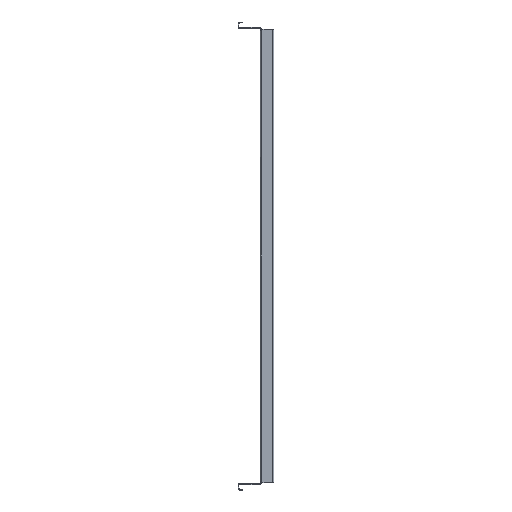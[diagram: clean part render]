
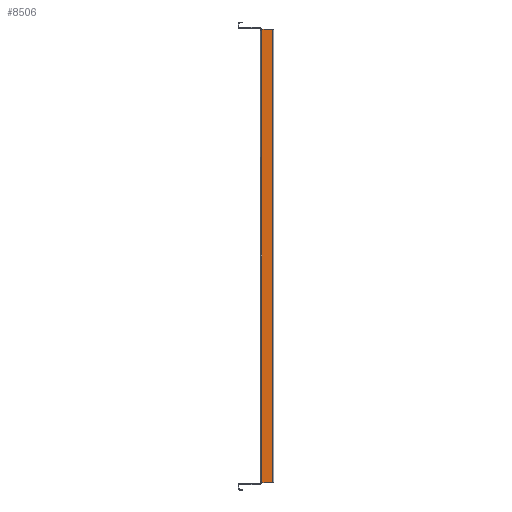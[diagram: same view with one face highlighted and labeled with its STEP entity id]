
A CAD part, left-side view. The second image highlights one B-rep face of the part: STEP entity #8506.
In plain terms, the highlighted planar face has unit normal (-1, 0, 0).
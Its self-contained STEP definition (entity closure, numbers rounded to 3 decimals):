
#460 = DIRECTION ( 'NONE',  ( -1., 0., 0. ) ) ;
#646 = AXIS2_PLACEMENT_3D ( 'NONE', #8861, #17320, #748 ) ;
#748 = DIRECTION ( 'NONE',  ( 0., 0., 1. ) ) ;
#759 = EDGE_LOOP ( 'NONE', ( #11063, #9911, #6084, #8864, #18062, #16056 ) ) ;
#1645 = VERTEX_POINT ( 'NONE', #16130 ) ;
#2024 = CARTESIAN_POINT ( 'NONE',  ( -182., -1.2, 543. ) ) ;
#2564 = CARTESIAN_POINT ( 'NONE',  ( -182., -4., 541.924 ) ) ;
#2833 = VERTEX_POINT ( 'NONE', #14187 ) ;
#3413 = LINE ( 'NONE', #7719, #10030 ) ;
#3653 = EDGE_CURVE ( 'NONE', #1645, #7715, #3413, .T. ) ;
#4202 = DIRECTION ( 'NONE',  ( 0., 0., -1. ) ) ;
#4410 = CARTESIAN_POINT ( 'NONE',  ( -182., 178.8, 0. ) ) ;
#4691 = DIRECTION ( 'NONE',  ( 0., 0., -1. ) ) ;
#4762 = EDGE_CURVE ( 'NONE', #7715, #16584, #8587, .T. ) ;
#4765 = CARTESIAN_POINT ( 'NONE',  ( -182., -29., 543. ) ) ;
#5193 = VERTEX_POINT ( 'NONE', #4765 ) ;
#5703 = PLANE ( 'NONE',  #15478 ) ;
#6084 = ORIENTED_EDGE ( 'NONE', *, *, #4762, .F. ) ;
#6974 = DIRECTION ( 'NONE',  ( 0., -1., 0. ) ) ;
#7076 = DIRECTION ( 'NONE',  ( 0., 0., 1. ) ) ;
#7468 = EDGE_CURVE ( 'NONE', #2833, #5193, #12412, .T. ) ;
#7537 = CIRCLE ( 'NONE', #16934, 3. ) ;
#7675 = EDGE_CURVE ( 'NONE', #7855, #16584, #13492, .T. ) ;
#7715 = VERTEX_POINT ( 'NONE', #13403 ) ;
#7719 = CARTESIAN_POINT ( 'NONE',  ( -182., -56.601, -543. ) ) ;
#7771 = VECTOR ( 'NONE', #11944, 1000. ) ;
#7855 = VERTEX_POINT ( 'NONE', #2564 ) ;
#7978 = CARTESIAN_POINT ( 'NONE',  ( -182., -4., 0. ) ) ;
#8340 = VECTOR ( 'NONE', #6974, 1000. ) ;
#8506 = ADVANCED_FACE ( 'NONE', ( #13885 ), #5703, .T. ) ;
#8587 = CIRCLE ( 'NONE', #646, 3. ) ;
#8727 = EDGE_CURVE ( 'NONE', #5193, #1645, #13857, .T. ) ;
#8861 = CARTESIAN_POINT ( 'NONE',  ( -182., -1.2, -543. ) ) ;
#8864 = ORIENTED_EDGE ( 'NONE', *, *, #3653, .F. ) ;
#9911 = ORIENTED_EDGE ( 'NONE', *, *, #7675, .T. ) ;
#10030 = VECTOR ( 'NONE', #14425, 1000. ) ;
#11063 = ORIENTED_EDGE ( 'NONE', *, *, #18067, .F. ) ;
#11944 = DIRECTION ( 'NONE',  ( 0., 0., -1. ) ) ;
#12412 = LINE ( 'NONE', #16825, #8340 ) ;
#12583 = CARTESIAN_POINT ( 'NONE',  ( -182., -29., 0. ) ) ;
#13403 = CARTESIAN_POINT ( 'NONE',  ( -182., -4.2, -543. ) ) ;
#13492 = LINE ( 'NONE', #7978, #7771 ) ;
#13857 = LINE ( 'NONE', #12583, #16362 ) ;
#13885 = FACE_OUTER_BOUND ( 'NONE', #759, .T. ) ;
#14148 = DIRECTION ( 'NONE',  ( -1., 0., 0. ) ) ;
#14187 = CARTESIAN_POINT ( 'NONE',  ( -182., -4.2, 543. ) ) ;
#14425 = DIRECTION ( 'NONE',  ( 0., 1., 0. ) ) ;
#14704 = CARTESIAN_POINT ( 'NONE',  ( -182., -4., -541.924 ) ) ;
#15478 = AXIS2_PLACEMENT_3D ( 'NONE', #4410, #14148, #7076 ) ;
#16056 = ORIENTED_EDGE ( 'NONE', *, *, #7468, .F. ) ;
#16130 = CARTESIAN_POINT ( 'NONE',  ( -182., -29., -543. ) ) ;
#16362 = VECTOR ( 'NONE', #4202, 1000. ) ;
#16584 = VERTEX_POINT ( 'NONE', #14704 ) ;
#16825 = CARTESIAN_POINT ( 'NONE',  ( -182., -56.601, 543. ) ) ;
#16934 = AXIS2_PLACEMENT_3D ( 'NONE', #2024, #460, #4691 ) ;
#17320 = DIRECTION ( 'NONE',  ( -1., 0., 0. ) ) ;
#18062 = ORIENTED_EDGE ( 'NONE', *, *, #8727, .F. ) ;
#18067 = EDGE_CURVE ( 'NONE', #7855, #2833, #7537, .T. ) ;
